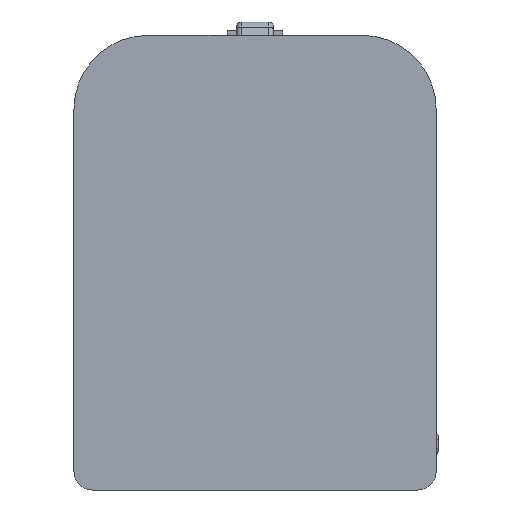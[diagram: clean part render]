
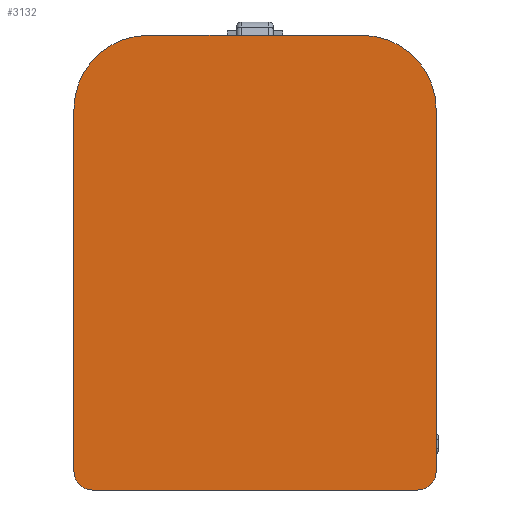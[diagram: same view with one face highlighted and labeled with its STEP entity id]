
A CAD part, front view. The second image highlights one B-rep face of the part: STEP entity #3132.
In plain terms, the highlighted planar face has unit normal (0, -1, 0).
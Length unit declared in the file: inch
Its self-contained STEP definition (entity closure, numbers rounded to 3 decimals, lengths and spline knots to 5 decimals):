
#128=PLANE('',#3560);
#285=LINE('',#5375,#495);
#289=LINE('',#5384,#499);
#292=LINE('',#5392,#502);
#309=LINE('',#5487,#519);
#495=VECTOR('',#4256,0.3937);
#499=VECTOR('',#4266,0.3937);
#502=VECTOR('',#4275,0.3937);
#519=VECTOR('',#4372,0.3937);
#777=FACE_OUTER_BOUND('',#961,.T.);
#961=EDGE_LOOP('',(#2580,#2581,#2582,#2583,#2584,#2585,#2586,#2587));
#1126=CIRCLE('',#3512,2.);
#1127=CIRCLE('',#3515,2.);
#1148=CIRCLE('',#3555,0.5);
#1149=CIRCLE('',#3558,0.5);
#1374=VERTEX_POINT('',#5372);
#1375=VERTEX_POINT('',#5374);
#1376=VERTEX_POINT('',#5378);
#1377=VERTEX_POINT('',#5382);
#1378=VERTEX_POINT('',#5386);
#1379=VERTEX_POINT('',#5390);
#1400=VERTEX_POINT('',#5481);
#1401=VERTEX_POINT('',#5485);
#1756=EDGE_CURVE('',#1374,#1375,#285,.T.);
#1759=EDGE_CURVE('',#1376,#1374,#1126,.T.);
#1761=EDGE_CURVE('',#1377,#1376,#289,.T.);
#1763=EDGE_CURVE('',#1378,#1377,#1127,.T.);
#1765=EDGE_CURVE('',#1379,#1378,#292,.T.);
#1803=EDGE_CURVE('',#1400,#1379,#1148,.T.);
#1805=EDGE_CURVE('',#1401,#1400,#309,.T.);
#1806=EDGE_CURVE('',#1375,#1401,#1149,.T.);
#2580=ORIENTED_EDGE('',*,*,#1803,.F.);
#2581=ORIENTED_EDGE('',*,*,#1805,.F.);
#2582=ORIENTED_EDGE('',*,*,#1806,.F.);
#2583=ORIENTED_EDGE('',*,*,#1756,.F.);
#2584=ORIENTED_EDGE('',*,*,#1759,.F.);
#2585=ORIENTED_EDGE('',*,*,#1761,.F.);
#2586=ORIENTED_EDGE('',*,*,#1763,.F.);
#2587=ORIENTED_EDGE('',*,*,#1765,.F.);
#3132=ADVANCED_FACE('',(#777),#128,.F.);
#3512=AXIS2_PLACEMENT_3D('',#5380,#4261,#4262);
#3515=AXIS2_PLACEMENT_3D('',#5388,#4270,#4271);
#3555=AXIS2_PLACEMENT_3D('',#5483,#4367,#4368);
#3558=AXIS2_PLACEMENT_3D('',#5489,#4375,#4376);
#3560=AXIS2_PLACEMENT_3D('',#5491,#4379,#4380);
#4256=DIRECTION('',(0.,0.,-1.));
#4261=DIRECTION('center_axis',(0.,1.,0.));
#4262=DIRECTION('ref_axis',(0.,0.,1.));
#4266=DIRECTION('',(1.,0.,0.));
#4270=DIRECTION('center_axis',(0.,1.,0.));
#4271=DIRECTION('ref_axis',(-1.,0.,0.));
#4275=DIRECTION('',(0.,0.,1.));
#4367=DIRECTION('center_axis',(0.,1.,0.));
#4368=DIRECTION('ref_axis',(-0.707,0.,-0.707));
#4372=DIRECTION('',(-1.,0.,0.));
#4375=DIRECTION('center_axis',(0.,1.,0.));
#4376=DIRECTION('ref_axis',(0.707,0.,-0.707));
#4379=DIRECTION('center_axis',(0.,1.,0.));
#4380=DIRECTION('ref_axis',(0.,0.,1.));
#5372=CARTESIAN_POINT('',(4.9,0.,4.15));
#5374=CARTESIAN_POINT('',(4.9,0.,-5.65));
#5375=CARTESIAN_POINT('',(4.9,0.,4.15));
#5378=CARTESIAN_POINT('',(2.9,0.,6.15));
#5380=CARTESIAN_POINT('Origin',(2.9,0.,4.15));
#5382=CARTESIAN_POINT('',(-2.9,0.,6.15));
#5384=CARTESIAN_POINT('',(-2.9,0.,6.15));
#5386=CARTESIAN_POINT('',(-4.9,0.,4.15));
#5388=CARTESIAN_POINT('Origin',(-2.9,0.,4.15));
#5390=CARTESIAN_POINT('',(-4.9,0.,-5.65));
#5392=CARTESIAN_POINT('',(-4.9,0.,-6.15));
#5481=CARTESIAN_POINT('',(-4.4,0.,-6.15));
#5483=CARTESIAN_POINT('Origin',(-4.4,0.,-5.65));
#5485=CARTESIAN_POINT('',(4.4,0.,-6.15));
#5487=CARTESIAN_POINT('',(4.9,0.,-6.15));
#5489=CARTESIAN_POINT('Origin',(4.4,0.,-5.65));
#5491=CARTESIAN_POINT('Origin',(0.,0.,0.));
